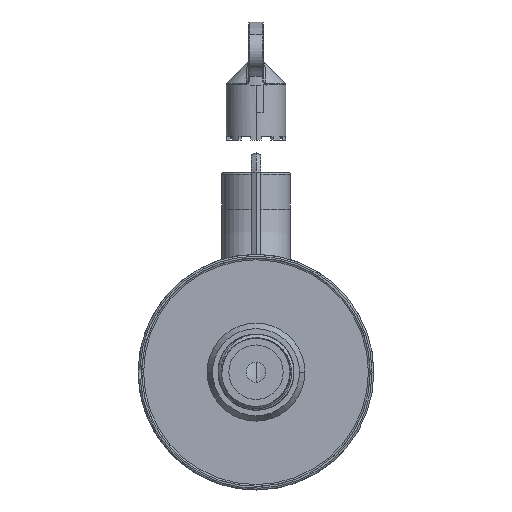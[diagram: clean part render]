
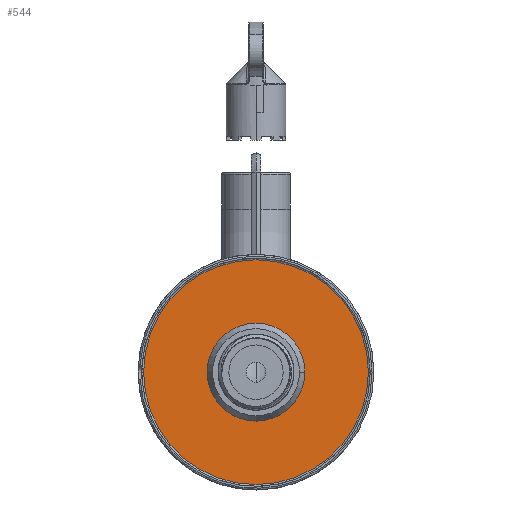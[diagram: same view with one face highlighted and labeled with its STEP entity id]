
A CAD part, front view. The second image highlights one B-rep face of the part: STEP entity #544.
In plain terms, the highlighted planar face has unit normal (0, -1, 0).
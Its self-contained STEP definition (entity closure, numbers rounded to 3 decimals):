
#108=CARTESIAN_POINT('',(0.,4.,0.));
#109=DIRECTION('',(0.,-1.,0.));
#110=DIRECTION('',(1.,0.,0.));
#111=AXIS2_PLACEMENT_3D('',#108,#109,#110);
#113=CARTESIAN_POINT('',(0.,4.,0.));
#114=DIRECTION('',(0.,-1.,0.));
#115=DIRECTION('',(-1.,0.,0.));
#116=AXIS2_PLACEMENT_3D('',#113,#114,#115);
#118=CARTESIAN_POINT('',(0.,4.,0.));
#119=DIRECTION('',(0.,1.,0.));
#120=DIRECTION('',(-1.,0.,0.));
#121=AXIS2_PLACEMENT_3D('',#118,#119,#120);
#123=CARTESIAN_POINT('',(0.,4.,0.));
#124=DIRECTION('',(0.,1.,0.));
#125=DIRECTION('',(1.,0.,0.));
#126=AXIS2_PLACEMENT_3D('',#123,#124,#125);
#338=CARTESIAN_POINT('',(11.25,4.,0.));
#339=CARTESIAN_POINT('',(-11.25,4.,0.));
#340=VERTEX_POINT('',#338);
#341=VERTEX_POINT('',#339);
#342=CARTESIAN_POINT('',(-31.,4.,0.));
#343=CARTESIAN_POINT('',(31.,4.,0.));
#344=VERTEX_POINT('',#342);
#345=VERTEX_POINT('',#343);
#528=CARTESIAN_POINT('',(0.,4.,0.));
#529=DIRECTION('',(0.,1.,0.));
#530=DIRECTION('',(1.,0.,0.));
#531=AXIS2_PLACEMENT_3D('',#528,#529,#530);
#532=PLANE('',#531);
#534=ORIENTED_EDGE('',*,*,#533,.T.);
#536=ORIENTED_EDGE('',*,*,#535,.T.);
#537=EDGE_LOOP('',(#534,#536));
#538=FACE_OUTER_BOUND('',#537,.F.);
#539=ORIENTED_EDGE('',*,*,#518,.T.);
#541=ORIENTED_EDGE('',*,*,#540,.T.);
#542=EDGE_LOOP('',(#539,#541));
#543=FACE_BOUND('',#542,.F.);
#544=ADVANCED_FACE('',(#538,#543),#532,.F.);
#112=CIRCLE('',#111,11.25);
#117=CIRCLE('',#116,11.25);
#122=CIRCLE('',#121,31.);
#127=CIRCLE('',#126,31.);
#518=EDGE_CURVE('',#340,#341,#112,.T.);
#533=EDGE_CURVE('',#344,#345,#122,.T.);
#535=EDGE_CURVE('',#345,#344,#127,.T.);
#540=EDGE_CURVE('',#341,#340,#117,.T.);
